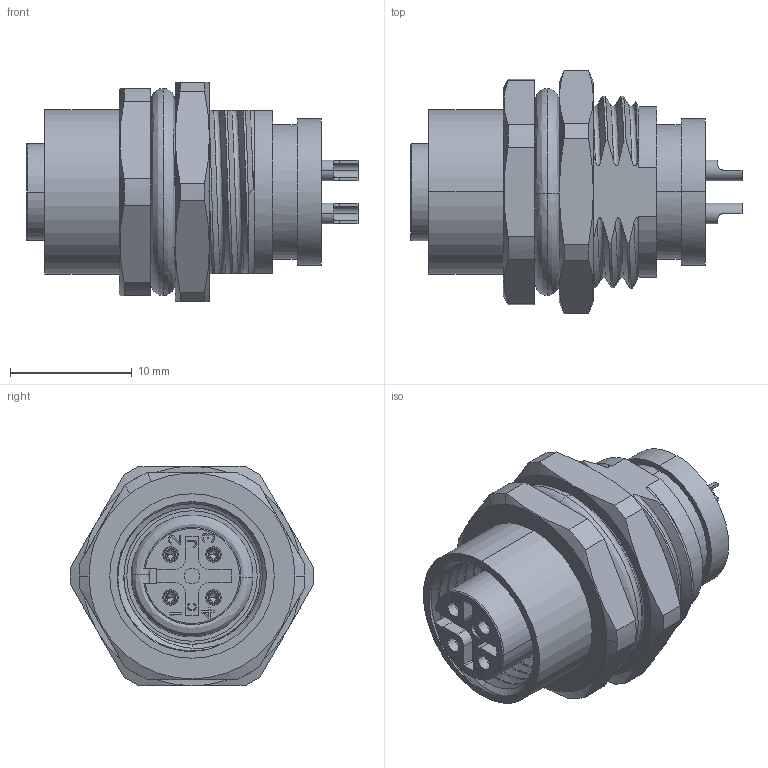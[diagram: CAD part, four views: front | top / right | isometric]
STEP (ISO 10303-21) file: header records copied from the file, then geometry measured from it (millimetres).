
FILE_DESCRIPTION (( 'STEP AP203' ), '1' );
FILE_NAME ('54-00540.STEP', '2025-12-01T22:46:17', ( '' ), ( '' ), 'SwSTEP 2.0', 'SolidWorks 2025', '' );
FILE_SCHEMA (( 'CONFIG_CONTROL_DESIGN' ));
Length unit declared in the file: millimetre
Products named in the file (3): 54-00540; 56-00046
Assembly tree (2 placements, depth 2):
  54-00540
    54-00540
    56-00046
Bounding box: 27.25 x 20 x 18 mm (x, y, z)
Volume: 2804.6 mm3; surface area: 5408 mm2
Topology: 9 solids, 9 shells, 694 faces, 1854 edges, 1207 vertices
Faces by surface type: plane 308, cylinder 210, cone 114, bspline 60, torus 2
Entity records: 35602 total; most frequent: CARTESIAN_POINT 18822, ORIENTED_EDGE 3676, DIRECTION 3054, EDGE_CURVE 1838, VERTEX_POINT 1207, AXIS2_PLACEMENT_3D 1056, LINE 942, VECTOR 942
